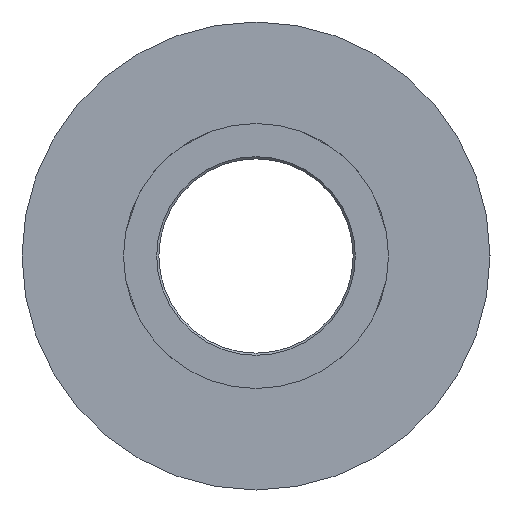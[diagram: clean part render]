
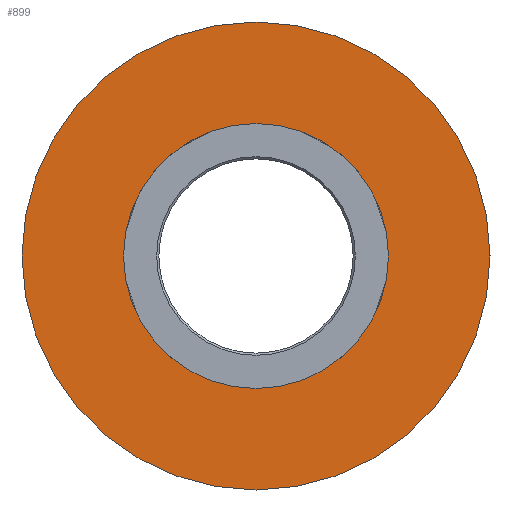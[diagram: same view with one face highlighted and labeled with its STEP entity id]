
A CAD part, left-side view. The second image highlights one B-rep face of the part: STEP entity #899.
In plain terms, the highlighted planar face has unit normal (-1, 0, 0).
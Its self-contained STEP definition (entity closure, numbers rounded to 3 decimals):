
#146=PLANE($,#993);
#155=CIRCLE($,#921,53.);
#190=CIRCLE($,#994,30.);
#226=FACE_BOUND($,#352,.T.);
#227=FACE_BOUND($,#353,.T.);
#352=EDGE_LOOP($,(#800));
#353=EDGE_LOOP($,(#801));
#394=VERTEX_POINT($,#1412);
#469=VERTEX_POINT($,#1776);
#482=EDGE_CURVE($,#394,#394,#155,.T.);
#589=EDGE_CURVE($,#469,#469,#190,.T.);
#800=ORIENTED_EDGE($,*,*,#589,.T.);
#801=ORIENTED_EDGE($,*,*,#482,.F.);
#899=ADVANCED_FACE($,(#226,#227),#146,.T.);
#921=AXIS2_PLACEMENT_3D($,#1413,#1032,#1033);
#993=AXIS2_PLACEMENT_3D($,#1775,#1232,#1233);
#994=AXIS2_PLACEMENT_3D($,#1777,#1234,#1235);
#1032=DIRECTION('center_axis',(1.,0.,0.));
#1033=DIRECTION('ref_axis',(0.,1.,0.));
#1232=DIRECTION('center_axis',(-1.,0.,0.));
#1233=DIRECTION('ref_axis',(0.,0.,1.));
#1234=DIRECTION('center_axis',(1.,0.,0.));
#1235=DIRECTION('ref_axis',(0.,0.,-1.));
#1412=CARTESIAN_POINT('',(0.,53.,0.));
#1413=CARTESIAN_POINT('Origin',(0.,0.,0.));
#1775=CARTESIAN_POINT('Origin',(0.,41.5,0.));
#1776=CARTESIAN_POINT('',(0.,0.,
30.));
#1777=CARTESIAN_POINT('Origin',(0.,0.,0.));
